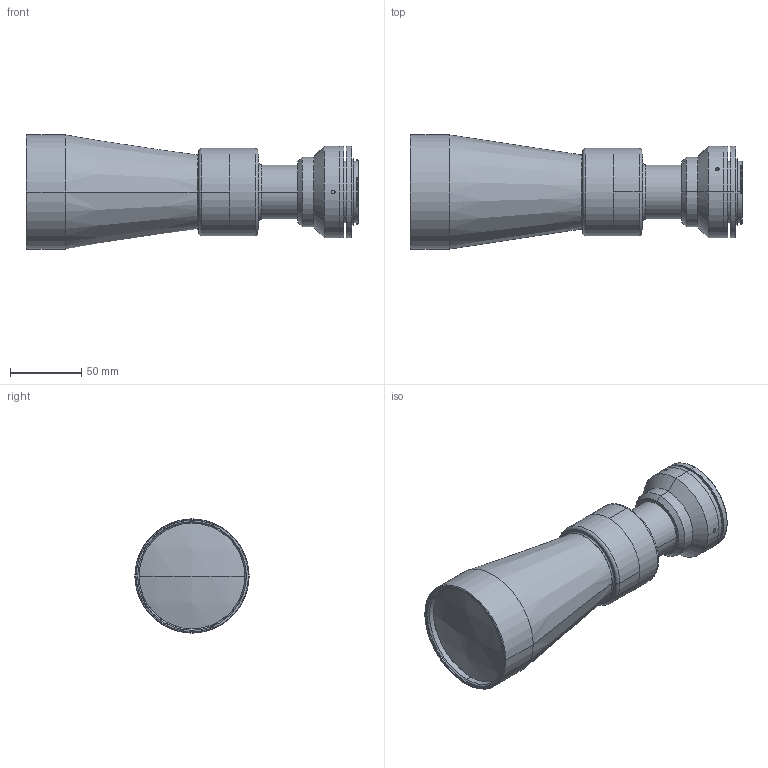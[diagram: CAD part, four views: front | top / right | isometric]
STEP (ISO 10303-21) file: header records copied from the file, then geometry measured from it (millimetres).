
FILE_DESCRIPTION (( 'STEP AP214' ), '1' );
FILE_NAME ('TC2M056HR-F.STEP', '2014-06-03T13:16:50', ( 'piermario' ), ( '' ), 'SwSTEP 2.0', 'SolidWorks 2013', '' );
FILE_SCHEMA (( 'AUTOMOTIVE_DESIGN' ));
Length unit declared in the file: millimetre
Products named in the file (1): TC2M056HR-F
Bounding box: 232.46 x 80 x 80 mm (x, y, z)
Surface area: 71389.9 mm2 (no closed solid volume)
Topology: 0 solids, 14 shells, 174 faces, 489 edges, 329 vertices
Faces by surface type: cylinder 67, plane 65, cone 20, torus 18, sphere 4
Entity records: 7809 total; most frequent: CARTESIAN_POINT 1269, DIRECTION 1059, ORIENTED_EDGE 826, EDGE_CURVE 489, AXIS2_PLACEMENT_3D 423, VERTEX_POINT 329, CIRCLE 248, LINE 213
